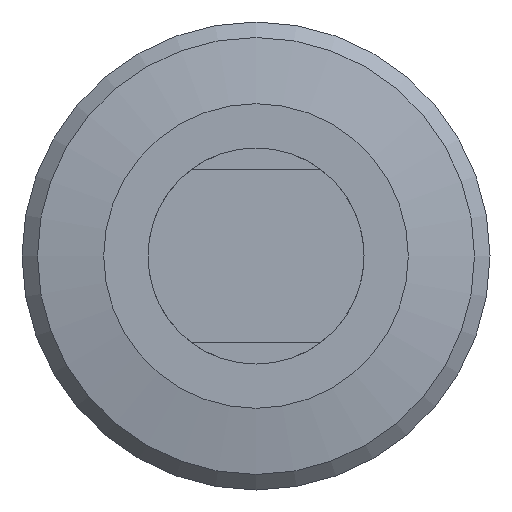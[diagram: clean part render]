
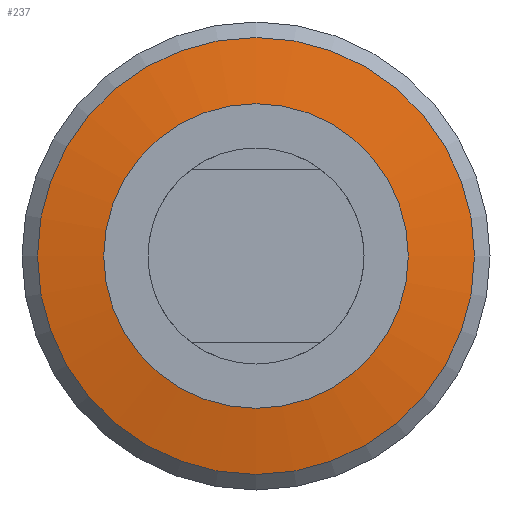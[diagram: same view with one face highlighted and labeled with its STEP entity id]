
A CAD part, left-side view. The second image highlights one B-rep face of the part: STEP entity #237.
In plain terms, the highlighted conical face has half-angle 80 degrees and reference radius 25.75 mm.
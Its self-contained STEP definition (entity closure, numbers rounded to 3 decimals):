
#15=CONICAL_SURFACE('',#268,25.75,80.);
#25=FACE_BOUND('',#86,.T.);
#44=CIRCLE('',#267,21.15);
#45=CIRCLE('',#269,30.35);
#61=FACE_OUTER_BOUND('',#85,.T.);
#85=EDGE_LOOP('',(#189));
#86=EDGE_LOOP('',(#190));
#124=VERTEX_POINT('',#397);
#125=VERTEX_POINT('',#400);
#147=EDGE_CURVE('',#124,#124,#44,.T.);
#148=EDGE_CURVE('',#125,#125,#45,.T.);
#189=ORIENTED_EDGE('',*,*,#147,.T.);
#190=ORIENTED_EDGE('',*,*,#148,.F.);
#237=ADVANCED_FACE('',(#61,#25),#15,.T.);
#267=AXIS2_PLACEMENT_3D('',#398,#333,#334);
#268=AXIS2_PLACEMENT_3D('',#399,#335,#336);
#269=AXIS2_PLACEMENT_3D('',#401,#337,#338);
#333=DIRECTION('center_axis',(1.,0.,0.));
#334=DIRECTION('ref_axis',(0.,0.,-1.));
#335=DIRECTION('center_axis',(1.,0.,0.));
#336=DIRECTION('ref_axis',(0.,1.,0.));
#337=DIRECTION('center_axis',(1.,0.,0.));
#338=DIRECTION('ref_axis',(0.,0.,-1.));
#397=CARTESIAN_POINT('',(-16.,21.15,0.));
#398=CARTESIAN_POINT('Origin',(-16.,0.,0.));
#399=CARTESIAN_POINT('Origin',(-15.189,0.,0.));
#400=CARTESIAN_POINT('',(-14.378,30.35,0.));
#401=CARTESIAN_POINT('Origin',(-14.378,0.,0.));
